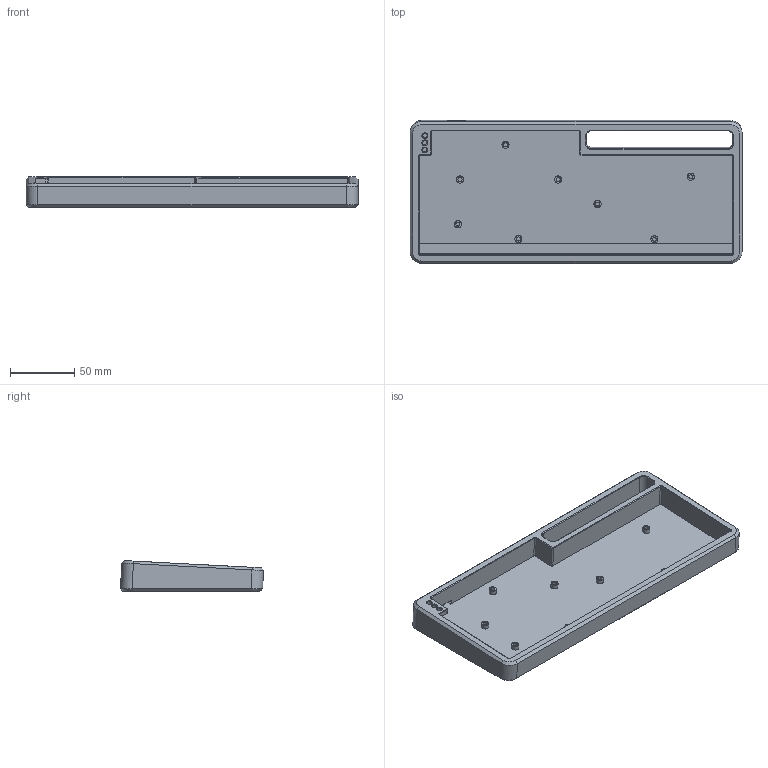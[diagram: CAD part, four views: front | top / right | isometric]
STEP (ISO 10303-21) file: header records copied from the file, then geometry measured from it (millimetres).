
FILE_DESCRIPTION(/* description */ (''),/* implementation_level */ '2;1');
FILE_NAME(/* name */ 'MFRV4N.step',/* time_stamp */ '2023-08-19T19:27:44-07:00',/* author */ (''),/* organization */ (''),/* preprocessor_version */ 'ST-DEVELOPER v20',/* originating_system */ 'Autodesk Translation Framework v12.9.0.99',/* authorisation */ '');
FILE_SCHEMA (('AUTOMOTIVE_DESIGN { 1 0 10303 214 3 1 1 }'));
Length unit declared in the file: millimetre
Products named in the file (1): mfrv4n
Bounding box: 257.89 x 111.15 x 23.92 mm (x, y, z)
Volume: 178298.6 mm3; surface area: 86176.5 mm2
Topology: 1 solids, 1 shells, 144 faces, 324 edges, 199 vertices
Faces by surface type: plane 69, cylinder 44, cone 23, bspline 8
Full cylindrical faces by diameter (mm): 3.2 x8, 3.5 x3, 5.5 x8
Entity records: 4181 total; most frequent: CARTESIAN_POINT 887, DIRECTION 688, ORIENTED_EDGE 648, EDGE_CURVE 324, AXIS2_PLACEMENT_3D 244, LINE 200, VECTOR 200, VERTEX_POINT 199
